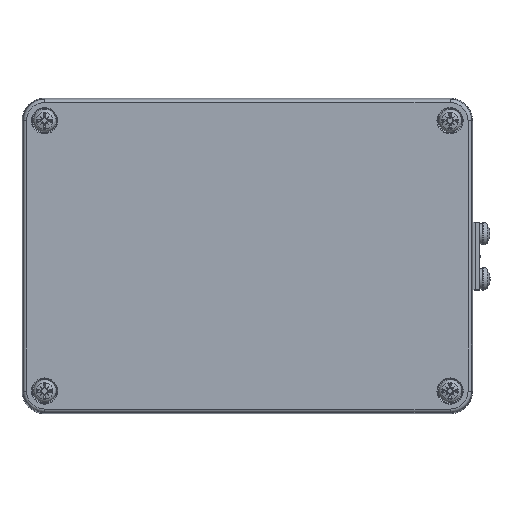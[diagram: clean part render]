
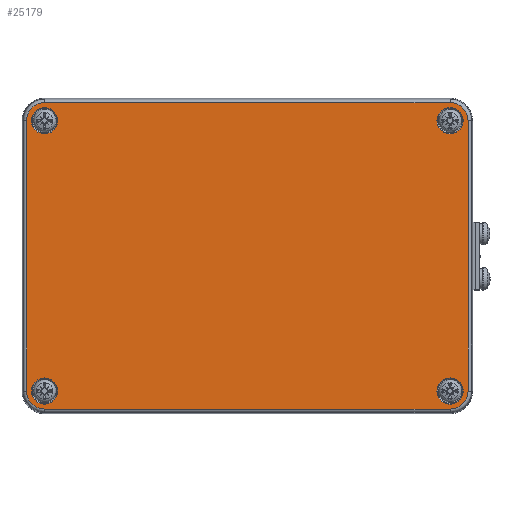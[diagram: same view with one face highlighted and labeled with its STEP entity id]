
A CAD part, top view. The second image highlights one B-rep face of the part: STEP entity #25179.
In plain terms, the highlighted face is planar.
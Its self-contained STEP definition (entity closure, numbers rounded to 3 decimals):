
#662=FACE_BOUND('',#5333,.T.);
#663=FACE_BOUND('',#5334,.T.);
#664=FACE_BOUND('',#5335,.T.);
#665=FACE_BOUND('',#5336,.T.);
#2396=PLANE('',#26921);
#3598=FACE_OUTER_BOUND('',#5332,.T.);
#5332=EDGE_LOOP('',(#21619,#21620,#21621,#21622,#21623,#21624,#21625,#21626));
#5333=EDGE_LOOP('',(#21627));
#5334=EDGE_LOOP('',(#21628));
#5335=EDGE_LOOP('',(#21629));
#5336=EDGE_LOOP('',(#21630));
#7303=LINE('',#44848,#9141);
#7305=LINE('',#44860,#9143);
#7307=LINE('',#44872,#9145);
#7309=LINE('',#44881,#9147);
#9141=VECTOR('',#31618,120.);
#9143=VECTOR('',#31632,180.);
#9145=VECTOR('',#31646,120.);
#9147=VECTOR('',#31658,180.);
#10075=CIRCLE('',#26893,8.002);
#10081=CIRCLE('',#26901,8.002);
#10085=CIRCLE('',#26907,8.002);
#10089=CIRCLE('',#26913,8.002);
#10092=CIRCLE('',#26922,5.8);
#10093=CIRCLE('',#26923,5.8);
#10094=CIRCLE('',#26924,5.8);
#10095=CIRCLE('',#26925,5.8);
#12162=VERTEX_POINT('',#44836);
#12163=VERTEX_POINT('',#44838);
#12165=VERTEX_POINT('',#44844);
#12167=VERTEX_POINT('',#44850);
#12169=VERTEX_POINT('',#44856);
#12171=VERTEX_POINT('',#44862);
#12173=VERTEX_POINT('',#44868);
#12175=VERTEX_POINT('',#44874);
#12182=VERTEX_POINT('',#44901);
#12183=VERTEX_POINT('',#44903);
#12184=VERTEX_POINT('',#44905);
#12185=VERTEX_POINT('',#44907);
#15399=EDGE_CURVE('',#12162,#12163,#10075,.T.);
#15404=EDGE_CURVE('',#12163,#12165,#7303,.T.);
#15407=EDGE_CURVE('',#12165,#12167,#10081,.T.);
#15410=EDGE_CURVE('',#12167,#12169,#7305,.T.);
#15413=EDGE_CURVE('',#12169,#12171,#10085,.T.);
#15416=EDGE_CURVE('',#12171,#12173,#7307,.T.);
#15419=EDGE_CURVE('',#12173,#12175,#10089,.T.);
#15421=EDGE_CURVE('',#12175,#12162,#7309,.T.);
#15431=EDGE_CURVE('',#12182,#12182,#10092,.T.);
#15432=EDGE_CURVE('',#12183,#12183,#10093,.T.);
#15433=EDGE_CURVE('',#12184,#12184,#10094,.T.);
#15434=EDGE_CURVE('',#12185,#12185,#10095,.T.);
#21619=ORIENTED_EDGE('',*,*,#15399,.F.);
#21620=ORIENTED_EDGE('',*,*,#15421,.F.);
#21621=ORIENTED_EDGE('',*,*,#15419,.F.);
#21622=ORIENTED_EDGE('',*,*,#15416,.F.);
#21623=ORIENTED_EDGE('',*,*,#15413,.F.);
#21624=ORIENTED_EDGE('',*,*,#15410,.F.);
#21625=ORIENTED_EDGE('',*,*,#15407,.F.);
#21626=ORIENTED_EDGE('',*,*,#15404,.F.);
#21627=ORIENTED_EDGE('',*,*,#15431,.F.);
#21628=ORIENTED_EDGE('',*,*,#15432,.F.);
#21629=ORIENTED_EDGE('',*,*,#15433,.F.);
#21630=ORIENTED_EDGE('',*,*,#15434,.F.);
#25179=ADVANCED_FACE('',(#3598,#662,#663,#664,#665),#2396,.F.);
#26893=AXIS2_PLACEMENT_3D('',#44839,#31607,#31608);
#26901=AXIS2_PLACEMENT_3D('',#44854,#31625,#31626);
#26907=AXIS2_PLACEMENT_3D('',#44866,#31639,#31640);
#26913=AXIS2_PLACEMENT_3D('',#44878,#31653,#31654);
#26921=AXIS2_PLACEMENT_3D('',#44900,#31678,#31679);
#26922=AXIS2_PLACEMENT_3D('',#44902,#31680,#31681);
#26923=AXIS2_PLACEMENT_3D('',#44904,#31682,#31683);
#26924=AXIS2_PLACEMENT_3D('',#44906,#31684,#31685);
#26925=AXIS2_PLACEMENT_3D('',#44908,#31686,#31687);
#31607=DIRECTION('center_axis',(0.,0.,1.));
#31608=DIRECTION('ref_axis',(-0.707,0.707,0.));
#31618=DIRECTION('',(0.,-1.,0.));
#31625=DIRECTION('center_axis',(0.,0.,1.));
#31626=DIRECTION('ref_axis',(-0.707,-0.707,0.));
#31632=DIRECTION('',(1.,0.,0.));
#31639=DIRECTION('center_axis',(0.,0.,1.));
#31640=DIRECTION('ref_axis',(0.707,-0.707,0.));
#31646=DIRECTION('',(0.,1.,0.));
#31653=DIRECTION('center_axis',(0.,0.,1.));
#31654=DIRECTION('ref_axis',(0.707,0.707,0.));
#31658=DIRECTION('',(-1.,0.,0.));
#31678=DIRECTION('center_axis',(0.,0.,1.));
#31679=DIRECTION('ref_axis',(1.,0.,0.));
#31680=DIRECTION('center_axis',(0.,0.,-1.));
#31681=DIRECTION('ref_axis',(1.,0.,0.));
#31682=DIRECTION('center_axis',(0.,0.,-1.));
#31683=DIRECTION('ref_axis',(1.,0.,0.));
#31684=DIRECTION('center_axis',(0.,0.,-1.));
#31685=DIRECTION('ref_axis',(1.,0.,0.));
#31686=DIRECTION('center_axis',(0.,0.,-1.));
#31687=DIRECTION('ref_axis',(1.,0.,0.));
#44836=CARTESIAN_POINT('',(-90.,68.002,-30.));
#44838=CARTESIAN_POINT('',(-98.002,60.,-30.));
#44839=CARTESIAN_POINT('Origin',(-90.,60.,-30.));
#44844=CARTESIAN_POINT('',(-98.002,-60.,-30.));
#44848=CARTESIAN_POINT('',(-98.002,30.,-30.));
#44850=CARTESIAN_POINT('',(-90.,-68.002,-30.));
#44854=CARTESIAN_POINT('Origin',(-90.,-60.,-30.));
#44856=CARTESIAN_POINT('',(90.,-68.002,-30.));
#44860=CARTESIAN_POINT('',(-45.,-68.002,-30.));
#44862=CARTESIAN_POINT('',(98.002,-60.,-30.));
#44866=CARTESIAN_POINT('Origin',(90.,-60.,-30.));
#44868=CARTESIAN_POINT('',(98.002,60.,-30.));
#44872=CARTESIAN_POINT('',(98.002,-30.,-30.));
#44874=CARTESIAN_POINT('',(90.,68.002,-30.));
#44878=CARTESIAN_POINT('Origin',(90.,60.,-30.));
#44881=CARTESIAN_POINT('',(45.,68.002,-30.));
#44900=CARTESIAN_POINT('Origin',(0.,0.,
-30.));
#44901=CARTESIAN_POINT('',(-95.8,60.,-30.));
#44902=CARTESIAN_POINT('Origin',(-90.,60.,-30.));
#44903=CARTESIAN_POINT('',(84.2,-60.,-30.));
#44904=CARTESIAN_POINT('Origin',(90.,-60.,-30.));
#44905=CARTESIAN_POINT('',(84.2,60.,-30.));
#44906=CARTESIAN_POINT('Origin',(90.,60.,-30.));
#44907=CARTESIAN_POINT('',(-95.8,-60.,-30.));
#44908=CARTESIAN_POINT('Origin',(-90.,-60.,-30.));
